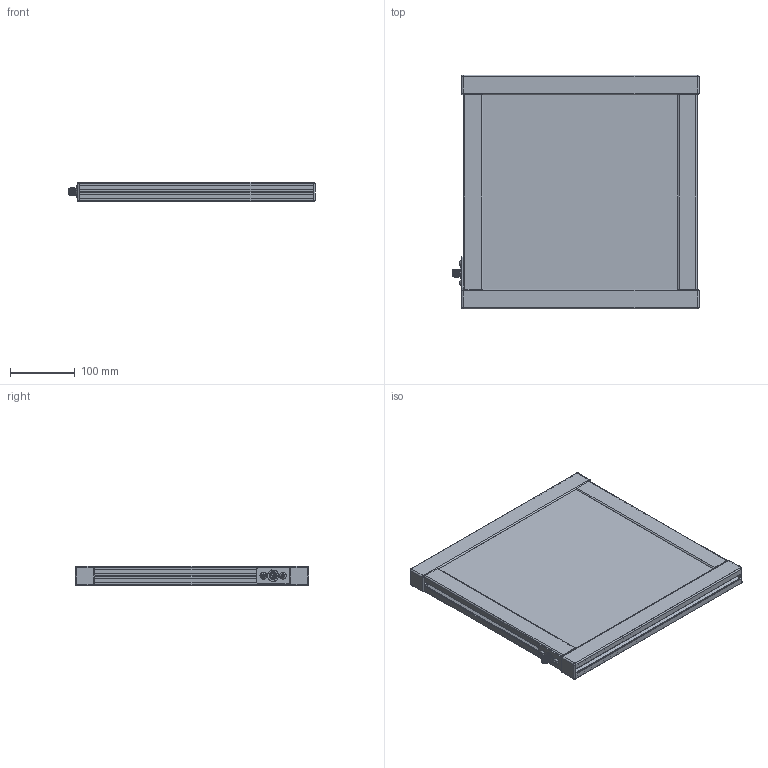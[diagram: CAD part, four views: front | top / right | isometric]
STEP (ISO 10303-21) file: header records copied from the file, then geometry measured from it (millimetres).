
FILE_DESCRIPTION (( 'STEP AP214' ), '1' );
FILE_NAME ('20034-STP01v01 - BKL3030_Back Light.STEP', '2020-07-22T22:02:57', ( '' ), ( '' ), 'SwSTEP 2.0', 'SolidWorks 2018', '' );
FILE_SCHEMA (( 'AUTOMOTIVE_DESIGN' ));
Length unit declared in the file: millimetre
Products named in the file (1): 20034-STP01v01 - BKL3030_Back Light
Bounding box: 379.38 x 360 x 30 mm (x, y, z)
Volume: 2799365.9 mm3; surface area: 623049.6 mm2
Topology: 1 solids, 9 shells, 943 faces, 2538 edges, 1592 vertices
Faces by surface type: plane 480, cylinder 352, cone 54, sphere 28, bspline 21, torus 8
Entity records: 38687 total; most frequent: CARTESIAN_POINT 13885, ORIENTED_EDGE 5020, DIRECTION 4992, EDGE_CURVE 2510, AXIS2_PLACEMENT_3D 1729, VERTEX_POINT 1592, LINE 1534, VECTOR 1534
